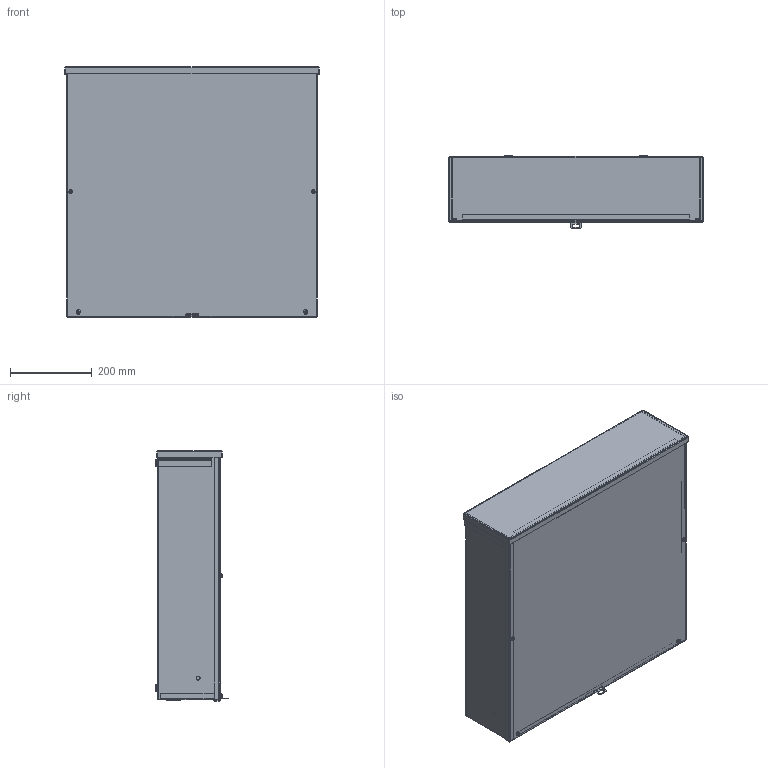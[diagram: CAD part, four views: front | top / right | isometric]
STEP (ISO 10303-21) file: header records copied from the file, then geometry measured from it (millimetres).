
FILE_DESCRIPTION (( 'STEP AP203' ), '1' );
FILE_NAME ('C3R24246SC_Default.step', '2019-11-12T22:53:45', ( '' ), ( '' ), 'SwSTEP 2.0', 'SolidWorks 2019', '' );
FILE_SCHEMA (( 'CONFIG_CONTROL_DESIGN' ));
Length unit declared in the file: inch
Products named in the file (1): C3R24246SC_Default
Bounding box: 622.78 x 177.22 x 613.03 mm (x, y, z)
Volume: 2207744.5 mm3; surface area: 2430010.8 mm2
Topology: 11 solids, 11 shells, 457 faces, 1143 edges, 725 vertices
Faces by surface type: plane 238, cylinder 133, bspline 56, cone 30
Entity records: 16592 total; most frequent: CARTESIAN_POINT 5770, ORIENTED_EDGE 2282, DIRECTION 2181, EDGE_CURVE 1141, AXIS2_PLACEMENT_3D 770, VERTEX_POINT 725, VECTOR 641, LINE 641
